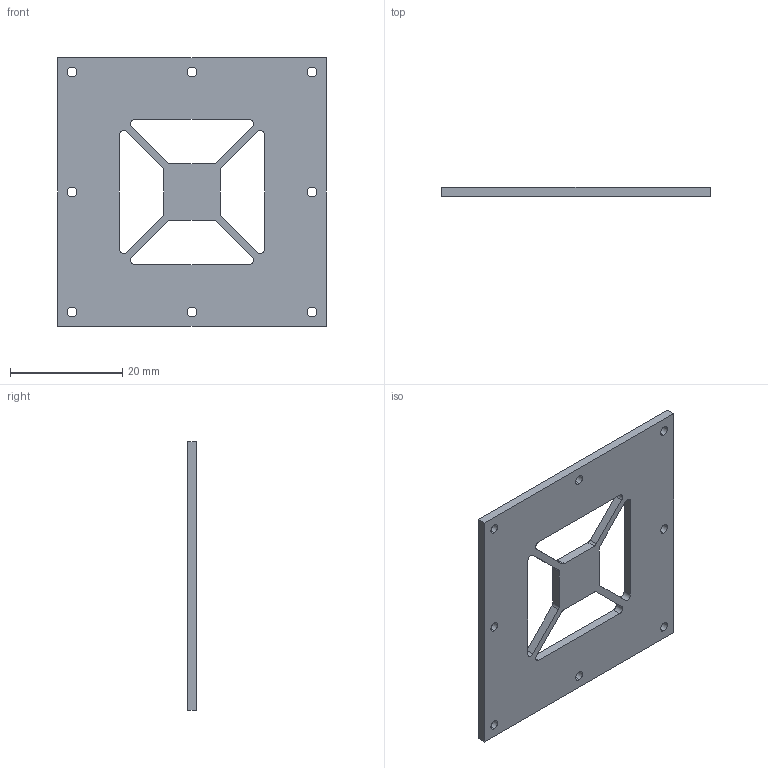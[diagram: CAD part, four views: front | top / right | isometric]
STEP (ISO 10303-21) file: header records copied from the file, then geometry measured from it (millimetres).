
FILE_DESCRIPTION (( 'STEP AP214' ), '1' );
FILE_NAME ('Asmy_Socket_Ironwood_insulator_bottom_C22429.STEP', '2023-09-19T02:53:36', ( '' ), ( '' ), 'SwSTEP 2.0', 'SolidWorks 2023', '' );
FILE_SCHEMA (( 'AUTOMOTIVE_DESIGN' ));
Length unit declared in the file: inch
Products named in the file (3): P4010.STEP; Socket_Ironwood_C22429.STEP; Asmy_Socket_Ironwood_insulator_bottom_C22429
Assembly tree (2 placements, depth 3):
  Asmy_Socket_Ironwood_insulator_bottom_C22429
    Socket_Ironwood_C22429.STEP
      P4010.STEP
Bounding box: 47.73 x 1.59 x 47.73 mm (x, y, z)
Volume: 2791.2 mm3; surface area: 4205.6 mm2
Topology: 1 solids, 1 shells, 56 faces, 162 edges, 108 vertices
Faces by surface type: cylinder 34, plane 22
Entity records: 2011 total; most frequent: DIRECTION 354, CARTESIAN_POINT 332, ORIENTED_EDGE 324, EDGE_CURVE 162, AXIS2_PLACEMENT_3D 130, VERTEX_POINT 108, VECTOR 94, LINE 94
